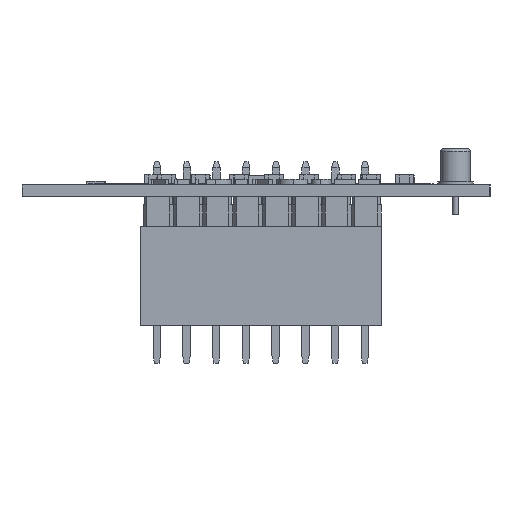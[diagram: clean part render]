
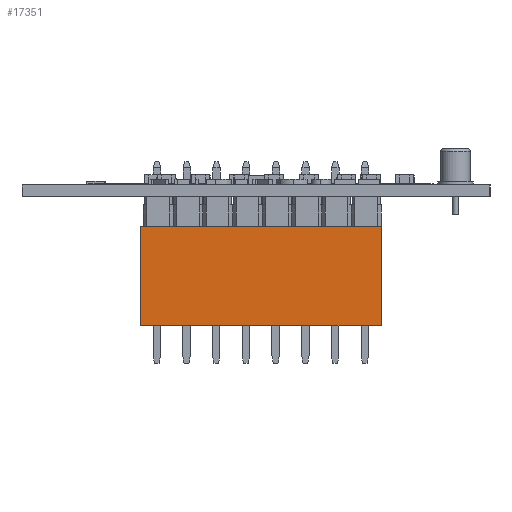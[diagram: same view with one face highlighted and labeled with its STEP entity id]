
A CAD part, front view. The second image highlights one B-rep face of the part: STEP entity #17351.
In plain terms, the highlighted planar face has unit normal (0, -1, 0).
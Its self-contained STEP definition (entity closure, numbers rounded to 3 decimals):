
#1122=PLANE('',#18455);
#2007=FACE_OUTER_BOUND('',#2969,.T.);
#2969=EDGE_LOOP('',(#15610,#15611,#15612,#15613));
#4575=LINE('',#31264,#6603);
#4984=LINE('',#32131,#7012);
#4998=LINE('',#32162,#7026);
#4999=LINE('',#32163,#7027);
#6603=VECTOR('',#21731,1.);
#7012=VECTOR('',#22478,1.);
#7026=VECTOR('',#22512,1.);
#7027=VECTOR('',#22513,1.);
#8403=VERTEX_POINT('',#31261);
#8404=VERTEX_POINT('',#31263);
#8690=VERTEX_POINT('',#32124);
#8693=VERTEX_POINT('',#32129);
#10557=EDGE_CURVE('',#8404,#8403,#4575,.T.);
#10994=EDGE_CURVE('',#8693,#8690,#4984,.T.);
#11010=EDGE_CURVE('',#8403,#8690,#4998,.T.);
#11011=EDGE_CURVE('',#8404,#8693,#4999,.T.);
#15610=ORIENTED_EDGE('',*,*,#11010,.T.);
#15611=ORIENTED_EDGE('',*,*,#10994,.F.);
#15612=ORIENTED_EDGE('',*,*,#11011,.F.);
#15613=ORIENTED_EDGE('',*,*,#10557,.T.);
#17351=ADVANCED_FACE('',(#2007),#1122,.T.);
#18455=AXIS2_PLACEMENT_3D('',#32161,#22510,#22511);
#21731=DIRECTION('',(1.,0.,0.));
#22478=DIRECTION('',(1.,0.,0.));
#22510=DIRECTION('center_axis',(0.,-1.,0.));
#22511=DIRECTION('ref_axis',(0.,0.,-1.));
#22512=DIRECTION('',(0.,0.,1.));
#22513=DIRECTION('',(0.,0.,1.));
#31261=CARTESIAN_POINT('',(10.285,-1.25,0.));
#31263=CARTESIAN_POINT('',(-10.285,-1.25,0.));
#31264=CARTESIAN_POINT('',(-10.285,-1.25,0.));
#32124=CARTESIAN_POINT('',(10.285,-1.25,8.5));
#32129=CARTESIAN_POINT('',(-10.285,-1.25,8.5));
#32131=CARTESIAN_POINT('',(-10.285,-1.25,8.5));
#32161=CARTESIAN_POINT('Origin',(-10.285,-1.25,4.25));
#32162=CARTESIAN_POINT('',(10.285,-1.25,0.));
#32163=CARTESIAN_POINT('',(-10.285,-1.25,0.));
